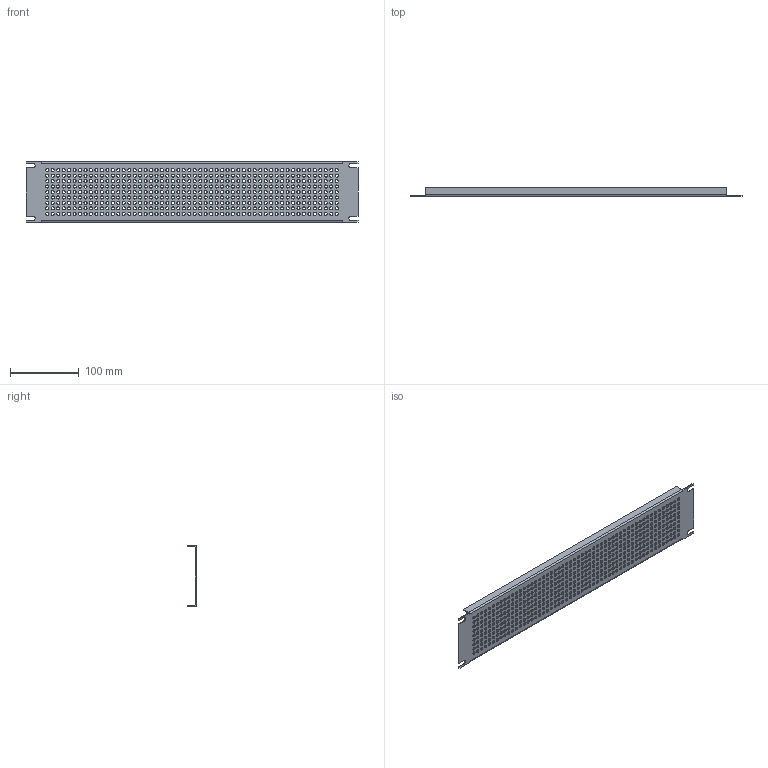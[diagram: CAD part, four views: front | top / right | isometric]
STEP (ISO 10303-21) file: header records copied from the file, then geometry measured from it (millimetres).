
FILE_DESCRIPTION (( 'STEP AP203' ), '1' );
FILE_NAME ('PPFS19003LG2.step', '2020-11-11T19:09:15', ( 'ADC123' ), ( 'Microsoft' ), 'SwSTEP 2.0', 'SolidWorks 2019', '' );
FILE_SCHEMA (( 'CONFIG_CONTROL_DESIGN' ));
Length unit declared in the file: inch
Products named in the file (1): PPFS19003LG2
Bounding box: 482.6 x 12.7 x 88.09 mm (x, y, z)
Volume: 63386.9 mm3; surface area: 99380.8 mm2
Topology: 1 solids, 1 shells, 532 faces, 1582 edges, 1052 vertices
Faces by surface type: cylinder 494, plane 38
Full cylindrical faces by diameter (mm): 4.496 x486
Entity records: 18023 total; most frequent: DIRECTION 3150, CARTESIAN_POINT 2681, ORIENTED_EDGE 2192, EDGE_LOOP 1990, AXIS2_PLACEMENT_3D 1521, EDGE_CURVE 1096, VERTEX_POINT 1052, FACE_OUTER_BOUND 1018
